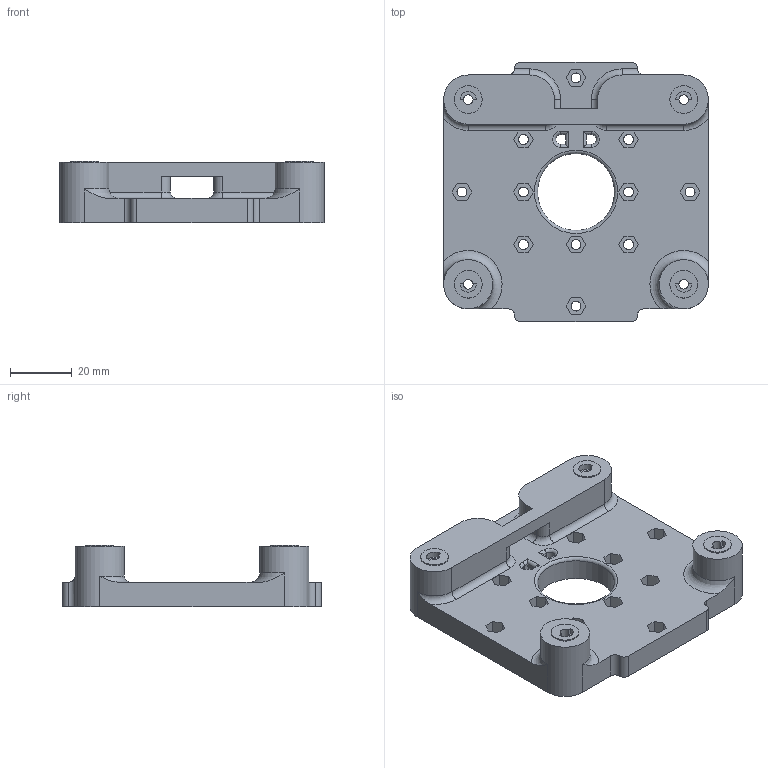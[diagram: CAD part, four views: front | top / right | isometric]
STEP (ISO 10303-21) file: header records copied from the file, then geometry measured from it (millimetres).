
FILE_DESCRIPTION(/* description */ (''),/* implementation_level */ '2;1');
FILE_NAME(/* name */ '2040 slider carriage top.stp',/* time_stamp */ '2020-09-01T18:54:05+01:00',/* author */ ('isaac879'),/* organization */ (''),/* preprocessor_version */ 'ST-DEVELOPER v18',/* originating_system */ 'Autodesk Inventor 2020',/* authorisation */ '');
FILE_SCHEMA (('AUTOMOTIVE_DESIGN { 1 0 10303 214 3 1 1 }'));
Length unit declared in the file: millimetre
Products named in the file (1): 2040 slider carriage top
Bounding box: 86 x 84.14 x 20 mm (x, y, z)
Volume: 65049.7 mm3; surface area: 21588.3 mm2
Topology: 1 solids, 1 shells, 220 faces, 592 edges, 390 vertices
Faces by surface type: plane 150, cylinder 57, torus 11, cone 2
Full cylindrical faces by diameter (mm): 3.1 x4, 3.2 x11, 9 x4, 16 x2, 25 x1
Entity records: 7020 total; most frequent: CARTESIAN_POINT 1245, ORIENTED_EDGE 1184, DIRECTION 1177, EDGE_CURVE 592, LINE 437, VECTOR 437, VERTEX_POINT 390, AXIS2_PLACEMENT_3D 370
